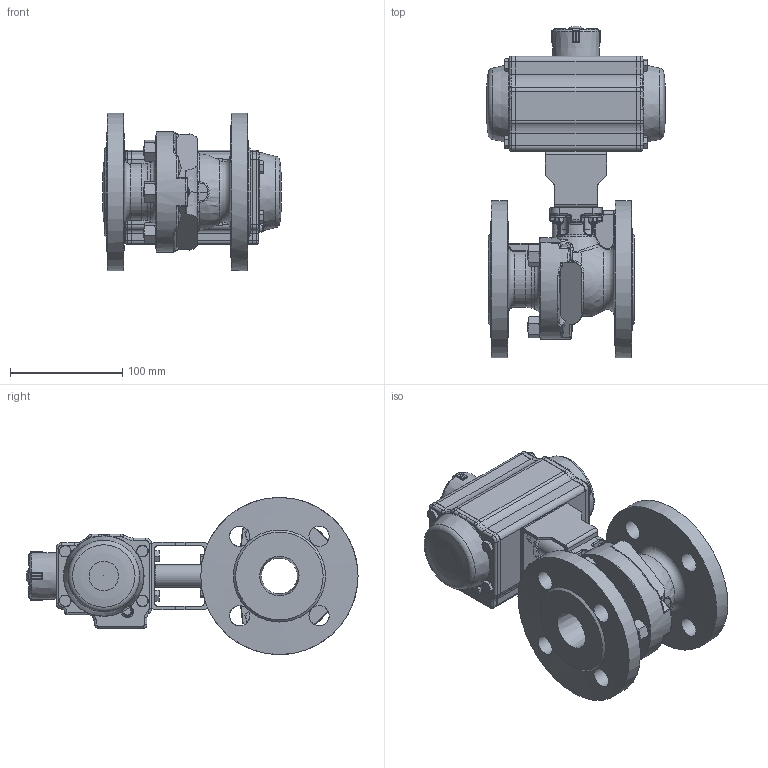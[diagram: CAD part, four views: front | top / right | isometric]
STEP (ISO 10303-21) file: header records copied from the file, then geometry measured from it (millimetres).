
FILE_DESCRIPTION(/* description */ ('Unknown','CAx-IF Rec.Pracs.---Representation and Presentation of Product Manufacturing Information (PMI)---4.0---2014-10-13','CAx-IF Rec.Pracs.---3D Tessellated Geometry---0.4---2014-09-14','2;1'),/* implementation_level */ '2;1');
FILE_NAME(/* name */ 'DW03 0919-07',/* time_stamp */ '2023-09-04T11:03:11+02:00',/* author */ ('Unknown'),/* organization */ ('Unknown'),/* preprocessor_version */ 'ST-DEVELOPER v18.102',/* originating_system */ 'Solid Edge',/* authorisation */ 'Unknown');
FILE_SCHEMA (('AP242_MANAGED_MODEL_BASED_3D_ENGINEERING_MIM_LF { 1 0 10303 442 1 1 4 }'));
Length unit declared in the file: millimetre
Products named in the file (16): DW03 0919-07; Brücke F04-F05; 4.170.032; Soindeladapter11_11; T1_0; DIN558 M5x18; DIN558_M_6x12.1.3; DIN125-5_3.1.3; DIN934_M5; DW03_FR02_(DW36_FR26); KP-63; hexagon head bolts--product grade c gb_GB_FASTENER_BOLT_HHBC M6X30-N; cup head nib bolts with large head gb_GB_FASTENER_BOLT_CHNBW M6X25-N; _____________; ________(___________; ______
Assembly tree (36 placements, depth 3):
  DW03 0919-07
    Brücke F04-F05
    4.170.032
    Soindeladapter11_11
      T1_0
    DIN558 M5x18  x4
    DIN558_M_6x12.1.3  x4
    DIN125-5_3.1.3  x4
    DIN934_M5  x4
    DW03_FR02_(DW36_FR26)
      KP-63
      hexagon head bolts--product grade c gb_GB_FASTENER_BOLT_HHBC M6X30-N  x8
      cup head nib bolts with large head gb_GB_FASTENER_BOLT_CHNBW M6X25-N
      _____________  x2
      ________(___________  x2
      ______
Bounding box: 159 x 295.61 x 140 mm (x, y, z)
Volume: 1730392 mm3; surface area: 238438.7 mm2
Topology: 34 solids, 37 shells, 1788 faces, 4348 edges, 2654 vertices
Faces by surface type: plane 615, cylinder 466, bspline 326, cone 229, torus 136, sphere 16
Full cylindrical faces by diameter (mm): 2.325 x2, 3 x16, 3.3 x8, 4.134 x4, 4.2 x8, 4.66 x1, 5 x17, 5.3 x4, 6 x21, 6.2 x1, 6.8 x4, 7 x4, 8.8 x2, 10 x7, 11 x3, 15.8 x1, 18 x8, 20 x1, 20.2 x1, 24.1 x1, 25.5 x1, 28 x1, 30 x2, 32 x1, 38.5 x1, 140 x2
Entity records: 48802 total; most frequent: CARTESIAN_POINT 18966, ORIENTED_EDGE 6202, DIRECTION 5680, EDGE_CURVE 3101, AXIS2_PLACEMENT_3D 2304, VERTEX_POINT 1992, FACE_BOUND 1621, EDGE_LOOP 1596
